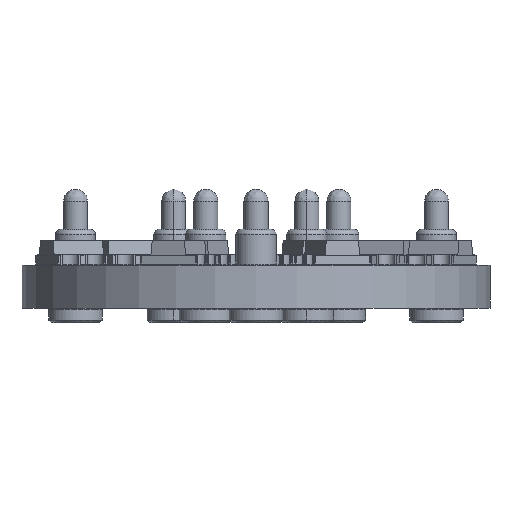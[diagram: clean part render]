
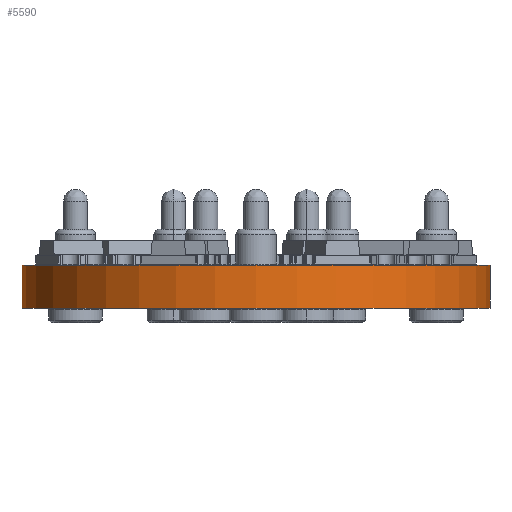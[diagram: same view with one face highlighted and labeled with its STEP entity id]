
A CAD part, front view. The second image highlights one B-rep face of the part: STEP entity #5590.
In plain terms, the highlighted cylindrical face has radius 8.75 mm (diameter 17.5 mm), a full revolution.
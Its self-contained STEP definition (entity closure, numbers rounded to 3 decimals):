
#5590 = ADVANCED_FACE('',(#5591),#5605,.T.);
#5591 = FACE_BOUND('',#5592,.F.);
#5592 = EDGE_LOOP('',(#5593,#5623,#5650,#5651));
#5593 = ORIENTED_EDGE('',*,*,#5594,.T.);
#5594 = EDGE_CURVE('',#5595,#5597,#5599,.T.);
#5595 = VERTEX_POINT('',#5596);
#5596 = CARTESIAN_POINT('',(8.75,0.,0.));
#5597 = VERTEX_POINT('',#5598);
#5598 = CARTESIAN_POINT('',(8.75,0.,1.6));
#5599 = SEAM_CURVE('',#5600,(#5604,#5616),.PCURVE_S1.);
#5600 = LINE('',#5601,#5602);
#5601 = CARTESIAN_POINT('',(8.75,0.,0.));
#5602 = VECTOR('',#5603,1.);
#5603 = DIRECTION('',(0.,0.,1.));
#5604 = PCURVE('',#5605,#5610);
#5605 = CYLINDRICAL_SURFACE('',#5606,8.75);
#5606 = AXIS2_PLACEMENT_3D('',#5607,#5608,#5609);
#5607 = CARTESIAN_POINT('',(0.,-0.,0.));
#5608 = DIRECTION('',(-0.,-0.,-1.));
#5609 = DIRECTION('',(1.,0.,-0.));
#5610 = DEFINITIONAL_REPRESENTATION('',(#5611),#5615);
#5611 = LINE('',#5612,#5613);
#5612 = CARTESIAN_POINT('',(-0.,0.));
#5613 = VECTOR('',#5614,1.);
#5614 = DIRECTION('',(-0.,-1.));
#5615 = ( GEOMETRIC_REPRESENTATION_CONTEXT(2) 
PARAMETRIC_REPRESENTATION_CONTEXT() REPRESENTATION_CONTEXT('2D SPACE',''
  ) );
#5616 = PCURVE('',#5605,#5617);
#5617 = DEFINITIONAL_REPRESENTATION('',(#5618),#5622);
#5618 = LINE('',#5619,#5620);
#5619 = CARTESIAN_POINT('',(-6.283,0.));
#5620 = VECTOR('',#5621,1.);
#5621 = DIRECTION('',(-0.,-1.));
#5622 = ( GEOMETRIC_REPRESENTATION_CONTEXT(2) 
PARAMETRIC_REPRESENTATION_CONTEXT() REPRESENTATION_CONTEXT('2D SPACE',''
  ) );
#5623 = ORIENTED_EDGE('',*,*,#5624,.T.);
#5624 = EDGE_CURVE('',#5597,#5597,#5625,.T.);
#5625 = SURFACE_CURVE('',#5626,(#5631,#5638),.PCURVE_S1.);
#5626 = CIRCLE('',#5627,8.75);
#5627 = AXIS2_PLACEMENT_3D('',#5628,#5629,#5630);
#5628 = CARTESIAN_POINT('',(0.,0.,1.6));
#5629 = DIRECTION('',(0.,0.,1.));
#5630 = DIRECTION('',(1.,0.,-0.));
#5631 = PCURVE('',#5605,#5632);
#5632 = DEFINITIONAL_REPRESENTATION('',(#5633),#5637);
#5633 = LINE('',#5634,#5635);
#5634 = CARTESIAN_POINT('',(-0.,-1.6));
#5635 = VECTOR('',#5636,1.);
#5636 = DIRECTION('',(-1.,0.));
#5637 = ( GEOMETRIC_REPRESENTATION_CONTEXT(2) 
PARAMETRIC_REPRESENTATION_CONTEXT() REPRESENTATION_CONTEXT('2D SPACE',''
  ) );
#5638 = PCURVE('',#5639,#5644);
#5639 = PLANE('',#5640);
#5640 = AXIS2_PLACEMENT_3D('',#5641,#5642,#5643);
#5641 = CARTESIAN_POINT('',(0.,0.,1.6)
  );
#5642 = DIRECTION('',(0.,0.,1.));
#5643 = DIRECTION('',(1.,0.,-0.));
#5644 = DEFINITIONAL_REPRESENTATION('',(#5645),#5649);
#5645 = CIRCLE('',#5646,8.75);
#5646 = AXIS2_PLACEMENT_2D('',#5647,#5648);
#5647 = CARTESIAN_POINT('',(0.,0.));
#5648 = DIRECTION('',(1.,0.));
#5649 = ( GEOMETRIC_REPRESENTATION_CONTEXT(2) 
PARAMETRIC_REPRESENTATION_CONTEXT() REPRESENTATION_CONTEXT('2D SPACE',''
  ) );
#5650 = ORIENTED_EDGE('',*,*,#5594,.F.);
#5651 = ORIENTED_EDGE('',*,*,#5652,.F.);
#5652 = EDGE_CURVE('',#5595,#5595,#5653,.T.);
#5653 = SURFACE_CURVE('',#5654,(#5659,#5666),.PCURVE_S1.);
#5654 = CIRCLE('',#5655,8.75);
#5655 = AXIS2_PLACEMENT_3D('',#5656,#5657,#5658);
#5656 = CARTESIAN_POINT('',(0.,-0.,0.));
#5657 = DIRECTION('',(0.,0.,1.));
#5658 = DIRECTION('',(1.,0.,-0.));
#5659 = PCURVE('',#5605,#5660);
#5660 = DEFINITIONAL_REPRESENTATION('',(#5661),#5665);
#5661 = LINE('',#5662,#5663);
#5662 = CARTESIAN_POINT('',(-0.,0.));
#5663 = VECTOR('',#5664,1.);
#5664 = DIRECTION('',(-1.,0.));
#5665 = ( GEOMETRIC_REPRESENTATION_CONTEXT(2) 
PARAMETRIC_REPRESENTATION_CONTEXT() REPRESENTATION_CONTEXT('2D SPACE',''
  ) );
#5666 = PCURVE('',#5667,#5672);
#5667 = PLANE('',#5668);
#5668 = AXIS2_PLACEMENT_3D('',#5669,#5670,#5671);
#5669 = CARTESIAN_POINT('',(0.,0.,0.));
#5670 = DIRECTION('',(0.,0.,1.));
#5671 = DIRECTION('',(1.,0.,-0.));
#5672 = DEFINITIONAL_REPRESENTATION('',(#5673),#5677);
#5673 = CIRCLE('',#5674,8.75);
#5674 = AXIS2_PLACEMENT_2D('',#5675,#5676);
#5675 = CARTESIAN_POINT('',(0.,0.));
#5676 = DIRECTION('',(1.,0.));
#5677 = ( GEOMETRIC_REPRESENTATION_CONTEXT(2) 
PARAMETRIC_REPRESENTATION_CONTEXT() REPRESENTATION_CONTEXT('2D SPACE',''
  ) );
